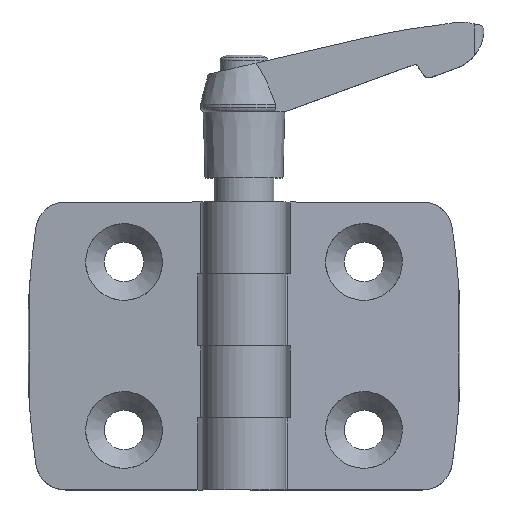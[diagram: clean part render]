
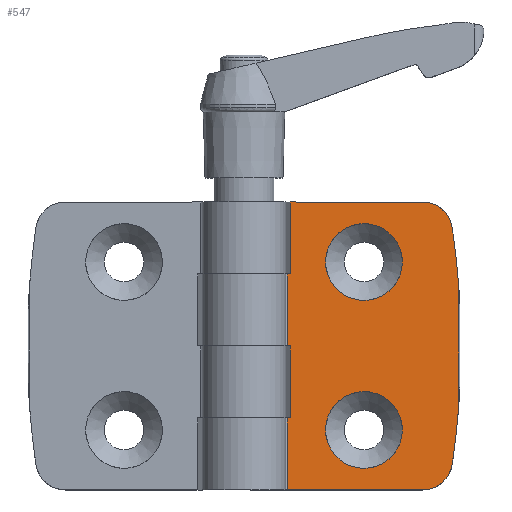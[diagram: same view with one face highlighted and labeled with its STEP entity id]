
A CAD part, top view. The second image highlights one B-rep face of the part: STEP entity #547.
In plain terms, the highlighted planar face has unit normal (0.052, 0, 0.999).
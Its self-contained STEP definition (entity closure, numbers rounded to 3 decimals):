
#547 = ADVANCED_FACE( '', ( #1105, #1106, #1107 ), #1108, .F. );
#1105 = FACE_BOUND( '', #1650, .T. );
#1106 = FACE_BOUND( '', #1651, .T. );
#1107 = FACE_OUTER_BOUND( '', #1652, .T. );
#1108 = PLANE( '', #1653 );
#1650 = EDGE_LOOP( '', ( #3022 ) );
#1651 = EDGE_LOOP( '', ( #3023 ) );
#1652 = EDGE_LOOP( '', ( #3024, #3025, #3026, #3027, #3028, #3029, #3030, #3031, #3032, #3033, #3034, #3035, #3036, #3037 ) );
#1653 = AXIS2_PLACEMENT_3D( '', #3038, #3039, #3040 );
#3022 = ORIENTED_EDGE( '', *, *, #3583, .F. );
#3023 = ORIENTED_EDGE( '', *, *, #3543, .F. );
#3024 = ORIENTED_EDGE( '', *, *, #3603, .T. );
#3025 = ORIENTED_EDGE( '', *, *, #3635, .T. );
#3026 = ORIENTED_EDGE( '', *, *, #3322, .F. );
#3027 = ORIENTED_EDGE( '', *, *, #3231, .F. );
#3028 = ORIENTED_EDGE( '', *, *, #3250, .F. );
#3029 = ORIENTED_EDGE( '', *, *, #3597, .T. );
#3030 = ORIENTED_EDGE( '', *, *, #3451, .T. );
#3031 = ORIENTED_EDGE( '', *, *, #3599, .T. );
#3032 = ORIENTED_EDGE( '', *, *, #3301, .F. );
#3033 = ORIENTED_EDGE( '', *, *, #3525, .T. );
#3034 = ORIENTED_EDGE( '', *, *, #3343, .T. );
#3035 = ORIENTED_EDGE( '', *, *, #3539, .T. );
#3036 = ORIENTED_EDGE( '', *, *, #3537, .T. );
#3037 = ORIENTED_EDGE( '', *, *, #3359, .F. );
#3038 = CARTESIAN_POINT( '', ( 7.19, 48., -1.01 ) );
#3039 = DIRECTION( '', ( -0.052, 0., -0.999 ) );
#3040 = DIRECTION( '', ( -0.999, 0., 0.052 ) );
#3231 = EDGE_CURVE( '', #3877, #3878, #3879, .T. );
#3250 = EDGE_CURVE( '', #3909, #3877, #3910, .T. );
#3301 = EDGE_CURVE( '', #3990, #3992, #3993, .T. );
#3322 = EDGE_CURVE( '', #3878, #4025, #4026, .T. );
#3343 = EDGE_CURVE( '', #4057, #4055, #4058, .T. );
#3359 = EDGE_CURVE( '', #4080, #4081, #4082, .T. );
#3451 = EDGE_CURVE( '', #4224, #4222, #4225, .T. );
#3525 = EDGE_CURVE( '', #3990, #4057, #4321, .T. );
#3537 = EDGE_CURVE( '', #4335, #4081, #4338, .F. );
#3539 = EDGE_CURVE( '', #4055, #4335, #4340, .F. );
#3543 = EDGE_CURVE( '', #4345, #4345, #4346, .F. );
#3583 = EDGE_CURVE( '', #4395, #4395, #4396, .F. );
#3597 = EDGE_CURVE( '', #3909, #4224, #4410, .T. );
#3599 = EDGE_CURVE( '', #4222, #3992, #4412, .T. );
#3603 = EDGE_CURVE( '', #4080, #4415, #4417, .F. );
#3635 = EDGE_CURVE( '', #4415, #4025, #4455, .F. );
#3877 = VERTEX_POINT( '', #4779 );
#3878 = VERTEX_POINT( '', #4780 );
#3879 = LINE( '', #4781, #4782 );
#3909 = VERTEX_POINT( '', #4830 );
#3910 = LINE( '', #4831, #4832 );
#3990 = VERTEX_POINT( '', #4931 );
#3992 = VERTEX_POINT( '', #4933 );
#3993 = LINE( '', #4934, #4935 );
#4025 = VERTEX_POINT( '', #4992 );
#4026 = LINE( '', #4993, #4994 );
#4055 = VERTEX_POINT( '', #5035 );
#4057 = VERTEX_POINT( '', #5038 );
#4058 = LINE( '', #5039, #5040 );
#4080 = VERTEX_POINT( '', #5066 );
#4081 = VERTEX_POINT( '', #5067 );
#4082 = LINE( '', #5068, #5069 );
#4222 = VERTEX_POINT( '', #5328 );
#4224 = VERTEX_POINT( '', #5331 );
#4225 = LINE( '', #5332, #5333 );
#4321 = LINE( '', #5516, #5517 );
#4335 = VERTEX_POINT( '', #5535 );
#4338 = ELLIPSE( '', #5540, 134.497, 134.318 );
#4340 = ELLIPSE( '', #5542, 5.007, 5. );
#4345 = VERTEX_POINT( '', #5547 );
#4346 = ELLIPSE( '', #5548, 6.409, 6.4 );
#4395 = VERTEX_POINT( '', #5646 );
#4396 = ELLIPSE( '', #5647, 6.409, 6.4 );
#4410 = LINE( '', #5666, #5667 );
#4412 = LINE( '', #5669, #5670 );
#4415 = VERTEX_POINT( '', #5673 );
#4417 = ELLIPSE( '', #5676, 134.497, 134.318 );
#4455 = ELLIPSE( '', #5722, 5.007, 5. );
#4779 = CARTESIAN_POINT( '', ( 7.697, 36., -1.036 ) );
#4780 = CARTESIAN_POINT( '', ( 7.697, 48., -1.036 ) );
#4781 = CARTESIAN_POINT( '', ( 7.697, 48., -1.036 ) );
#4782 = VECTOR( '', #5909, 1000. );
#4830 = CARTESIAN_POINT( '', ( 7.19, 36., -1.01 ) );
#4831 = CARTESIAN_POINT( '', ( 7.19, 36., -1.01 ) );
#4832 = VECTOR( '', #5931, 1000. );
#4931 = CARTESIAN_POINT( '', ( 7.19, 12., -1.01 ) );
#4933 = CARTESIAN_POINT( '', ( 7.697, 12., -1.036 ) );
#4934 = CARTESIAN_POINT( '', ( 7.19, 12., -1.01 ) );
#4935 = VECTOR( '', #6014, 1000. );
#4992 = CARTESIAN_POINT( '', ( 29.758, 48., -2.177 ) );
#4993 = CARTESIAN_POINT( '', ( 7.19, 48., -1.01 ) );
#4994 = VECTOR( '', #6037, 1000. );
#5035 = CARTESIAN_POINT( '', ( 29.758, 0., -2.177 ) );
#5038 = CARTESIAN_POINT( '', ( 7.19, 0., -1.01 ) );
#5039 = CARTESIAN_POINT( '', ( 7.19, 0., -1.01 ) );
#5040 = VECTOR( '', #6057, 1000. );
#5066 = CARTESIAN_POINT( '', ( 35.81, 33.707, -2.49 ) );
#5067 = CARTESIAN_POINT( '', ( 35.81, 14.293, -2.49 ) );
#5068 = CARTESIAN_POINT( '', ( 35.81, 48., -2.49 ) );
#5069 = VECTOR( '', #6080, 1000. );
#5328 = CARTESIAN_POINT( '', ( 7.697, 24., -1.036 ) );
#5331 = CARTESIAN_POINT( '', ( 7.19, 24., -1.01 ) );
#5332 = CARTESIAN_POINT( '', ( 7.19, 24., -1.01 ) );
#5333 = VECTOR( '', #6207, 1000. );
#5516 = CARTESIAN_POINT( '', ( 7.19, 48., -1.01 ) );
#5517 = VECTOR( '', #6279, 1000. );
#5535 = CARTESIAN_POINT( '', ( 34.704, 4.265, -2.433 ) );
#5540 = AXIS2_PLACEMENT_3D( '', #6292, #6293, #6294 );
#5542 = AXIS2_PLACEMENT_3D( '', #6295, #6296, #6297 );
#5547 = CARTESIAN_POINT( '', ( 26.4, 10., -2.003 ) );
#5548 = AXIS2_PLACEMENT_3D( '', #6301, #6302, #6303 );
#5646 = CARTESIAN_POINT( '', ( 26.4, 38., -2.003 ) );
#5647 = AXIS2_PLACEMENT_3D( '', #6343, #6344, #6345 );
#5666 = CARTESIAN_POINT( '', ( 7.19, 48., -1.01 ) );
#5667 = VECTOR( '', #6351, 1000. );
#5669 = CARTESIAN_POINT( '', ( 7.697, 48., -1.036 ) );
#5670 = VECTOR( '', #6352, 1000. );
#5673 = CARTESIAN_POINT( '', ( 34.704, 43.735, -2.433 ) );
#5676 = AXIS2_PLACEMENT_3D( '', #6354, #6355, #6356 );
#5722 = AXIS2_PLACEMENT_3D( '', #6380, #6381, #6382 );
#5909 = DIRECTION( '', ( 0., 1., 0. ) );
#5931 = DIRECTION( '', ( 0.999, 0., -0.052 ) );
#6014 = DIRECTION( '', ( 0.999, 0., -0.052 ) );
#6037 = DIRECTION( '', ( 0.999, 0., -0.052 ) );
#6057 = DIRECTION( '', ( 0.999, 0., -0.052 ) );
#6080 = DIRECTION( '', ( 0., -1., 0. ) );
#6207 = DIRECTION( '', ( 0.999, 0., -0.052 ) );
#6279 = DIRECTION( '', ( 0., -1., 0. ) );
#6292 = CARTESIAN_POINT( '', ( -98.156, 24., 4.439 ) );
#6293 = DIRECTION( '', ( -0.052, 0., -0.999 ) );
#6294 = DIRECTION( '', ( 0.999, 0., -0.052 ) );
#6295 = CARTESIAN_POINT( '', ( 29.758, 5., -2.177 ) );
#6296 = DIRECTION( '', ( -0.052, 0., -0.999 ) );
#6297 = DIRECTION( '', ( 0.999, 0., -0.052 ) );
#6301 = CARTESIAN_POINT( '', ( 20., 10., -1.672 ) );
#6302 = DIRECTION( '', ( -0.052, 0., -0.999 ) );
#6303 = DIRECTION( '', ( 0.999, 0., -0.052 ) );
#6343 = CARTESIAN_POINT( '', ( 20., 38., -1.672 ) );
#6344 = DIRECTION( '', ( -0.052, 0., -0.999 ) );
#6345 = DIRECTION( '', ( 0.999, 0., -0.052 ) );
#6351 = DIRECTION( '', ( 0., -1., 0. ) );
#6352 = DIRECTION( '', ( 0., -1., 0. ) );
#6354 = CARTESIAN_POINT( '', ( -98.156, 24., 4.439 ) );
#6355 = DIRECTION( '', ( -0.052, 0., -0.999 ) );
#6356 = DIRECTION( '', ( 0.999, 0., -0.052 ) );
#6380 = CARTESIAN_POINT( '', ( 29.758, 43., -2.177 ) );
#6381 = DIRECTION( '', ( -0.052, 0., -0.999 ) );
#6382 = DIRECTION( '', ( 0.999, 0., -0.052 ) );
